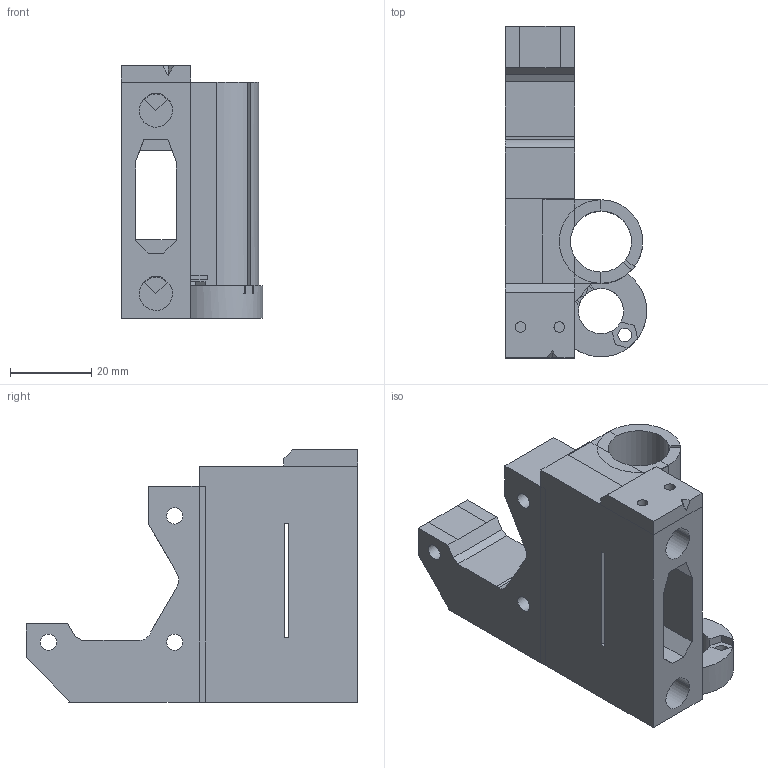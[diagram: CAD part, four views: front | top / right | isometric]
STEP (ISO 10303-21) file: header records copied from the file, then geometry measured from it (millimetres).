
FILE_DESCRIPTION(('FreeCAD Model'),'2;1');
FILE_NAME('x-end-motor.step','2020-04-20T13:46:48',('Author'),(''), 'Open CASCADE STEP processor 7.3','FreeCAD','Unknown');
FILE_SCHEMA(('AUTOMOTIVE_DESIGN { 1 0 10303 214 1 1 1 1 }'));
Length unit declared in the file: millimetre
Products named in the file (1): difference005
Bounding box: 34.73 x 81.5 x 62 mm (x, y, z)
Volume: 47629.8 mm3; surface area: 23031.6 mm2
Topology: 1 solids, 1 shells, 189 faces, 513 edges, 325 vertices
Faces by surface type: plane 161, cylinder 26, cone 2
Full cylindrical faces by diameter (mm): 2.6 x2, 3.4 x2, 4 x3, 6.2 x3, 10 x2, 11.111 x1, 14.987 x1
Entity records: 13754 total; most frequent: CARTESIAN_POINT 2695, DIRECTION 1636, ORIENTED_EDGE 1026, PCURVE 1026, DEFINITIONAL_REPRESENTATION 1026, LINE 908, VECTOR 908, EDGE_CURVE 513
